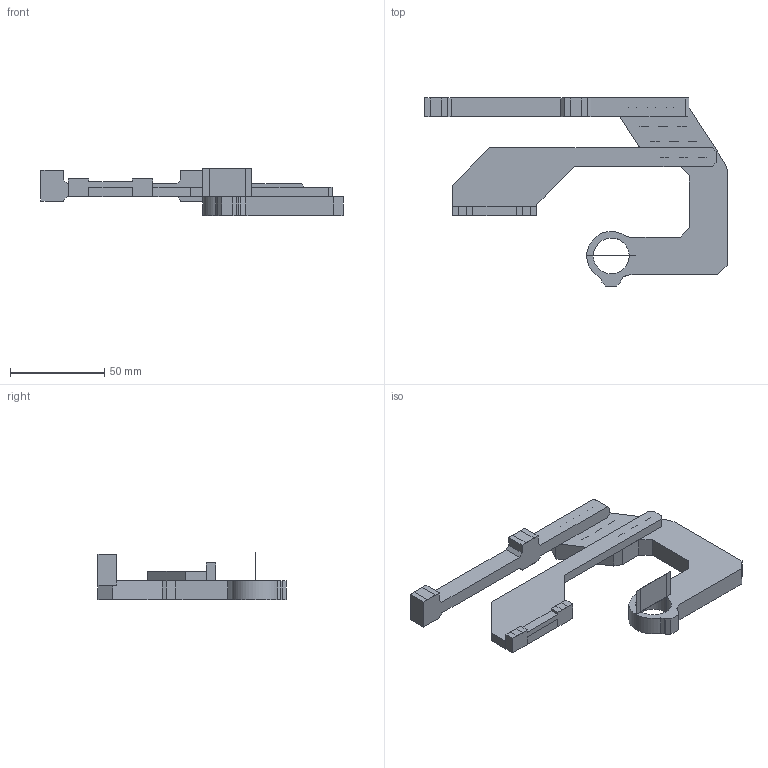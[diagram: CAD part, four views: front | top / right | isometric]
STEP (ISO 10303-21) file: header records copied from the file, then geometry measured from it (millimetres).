
FILE_DESCRIPTION(/* description */ (''),/* implementation_level */ '2;1');
FILE_NAME(/* name */ 'DiscBrakeJig',/* time_stamp */ '2024-01-24T17:30:02+02:00',/* author */ (''),/* organization */ (''),/* preprocessor_version */ 'ST-DEVELOPER v16.5',/* originating_system */ 'Rhino 7.36',/* authorisation */ '');
FILE_SCHEMA (('CONFIG_CONTROL_DESIGN'));
Length unit declared in the file: millimetre
Products named in the file (1): Document
Bounding box: 160.54 x 99.9 x 25 mm (x, y, z)
Volume: 63025.5 mm3; surface area: 30631.6 mm2
Topology: 5 solids, 5 shells, 140 faces, 466 edges, 336 vertices
Faces by surface type: cylinder 87, plane 53
Entity records: 5781 total; most frequent: CARTESIAN_POINT 3248, ORIENTED_EDGE 780, EDGE_CURVE 390, VERTEX_POINT 260, EDGE_LOOP 192, DIRECTION 150, AXIS2_PLACEMENT_3D 143, ADVANCED_FACE 140
